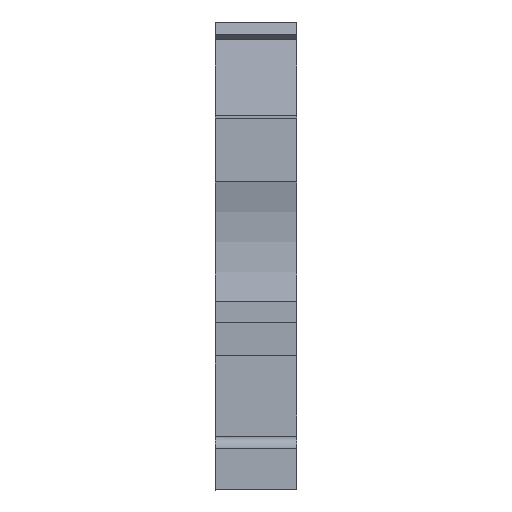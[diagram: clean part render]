
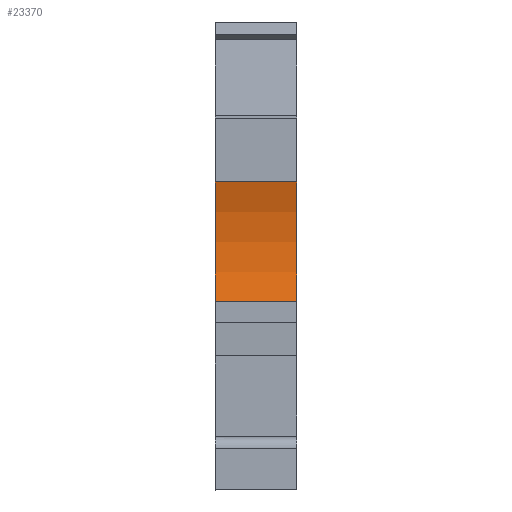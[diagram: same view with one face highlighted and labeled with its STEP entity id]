
A CAD part, front view. The second image highlights one B-rep face of the part: STEP entity #23370.
In plain terms, the highlighted cylindrical face has radius 15 mm (diameter 30 mm), a partial arc.
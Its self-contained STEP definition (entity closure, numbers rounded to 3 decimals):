
#5690=CARTESIAN_POINT('',(-69.1,7.95,
-5.15));
#5700=VERTEX_POINT('',#5690);
#5730=CARTESIAN_POINT('',(-83.409,3.45,
-5.15));
#5740=DIRECTION('',(0.,0.,1.));
#5750=DIRECTION('',(1.,0.,0.));
#5760=AXIS2_PLACEMENT_3D('',#5730,#5740,#5750);
#5770=CIRCLE('',#5760,15.);
#5780=CARTESIAN_POINT('',(-69.1,-1.05,
-5.15));
#5790=VERTEX_POINT('',#5780);
#5800=EDGE_CURVE('',#5790,#5700,#5770,.T.);
#6810=CARTESIAN_POINT('',(-69.1,-1.05,
1.));
#6820=VERTEX_POINT('',#6810);
#6850=CARTESIAN_POINT('',(-83.409,3.45,
1.));
#6860=DIRECTION('',(0.,0.,1.));
#6870=DIRECTION('',(1.,0.,0.));
#6880=AXIS2_PLACEMENT_3D('',#6850,#6860,#6870);
#6890=CIRCLE('',#6880,15.);
#6900=CARTESIAN_POINT('',(-69.1,7.95,
1.));
#6910=VERTEX_POINT('',#6900);
#6920=EDGE_CURVE('',#6820,#6910,#6890,.T.);
#23030=CARTESIAN_POINT('',(-69.1,-1.05,
-5.15));
#23040=DIRECTION('',(0.,0.,1.));
#23050=VECTOR('',#23040,1.);
#23060=LINE('',#23030,#23050);
#23070=EDGE_CURVE('',#5790,#6820,#23060,.T.);
#23210=CARTESIAN_POINT('',(-83.409,3.45,
-5.15));
#23220=DIRECTION('',(0.,0.,1.));
#23230=DIRECTION('',(1.,0.,0.));
#23240=AXIS2_PLACEMENT_3D('',#23210,#23220,#23230);
#23250=CYLINDRICAL_SURFACE('',#23240,15.);
#23260=ORIENTED_EDGE('',*,*,#5800,.F.);
#23270=CARTESIAN_POINT('',(-69.1,7.95,
-5.15));
#23280=DIRECTION('',(0.,0.,1.));
#23290=VECTOR('',#23280,1.);
#23300=LINE('',#23270,#23290);
#23310=EDGE_CURVE('',#5700,#6910,#23300,.T.);
#23320=ORIENTED_EDGE('',*,*,#23310,.F.);
#23330=ORIENTED_EDGE('',*,*,#6920,.T.);
#23340=ORIENTED_EDGE('',*,*,#23070,.T.);
#23350=EDGE_LOOP('',(#23340,#23330,#23320,#23260));
#23360=FACE_OUTER_BOUND('',#23350,.T.);
#23370=ADVANCED_FACE('',(#23360),#23250,.F.);
